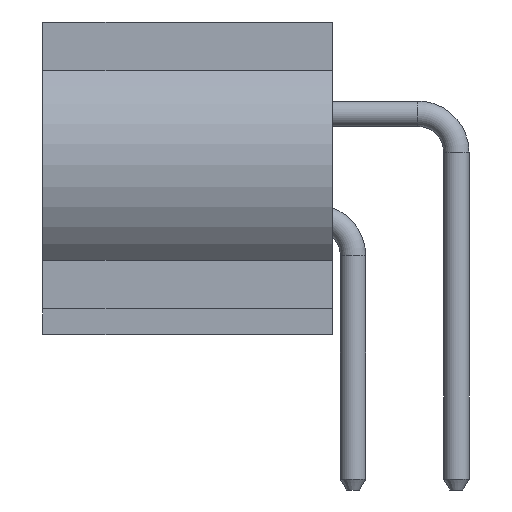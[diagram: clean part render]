
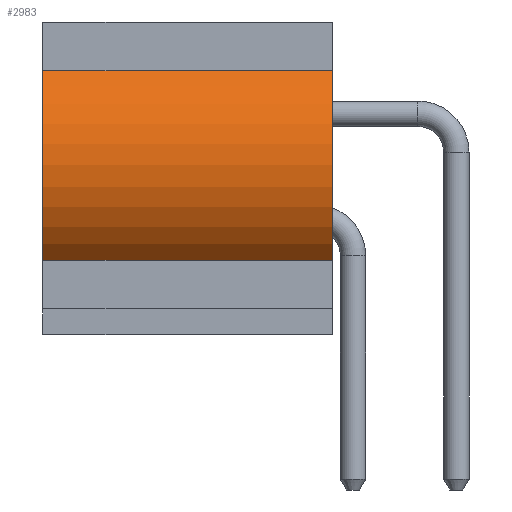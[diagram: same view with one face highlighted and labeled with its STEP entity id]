
A CAD part, left-side view. The second image highlights one B-rep face of the part: STEP entity #2983.
In plain terms, the highlighted cylindrical face has radius 2.5 mm (diameter 5 mm), a partial arc.
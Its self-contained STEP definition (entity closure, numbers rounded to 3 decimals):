
#42=CARTESIAN_POINT('',(-5.5,3.4,0.));
#43=DIRECTION('',(0.,-1.,0.));
#44=DIRECTION('',(-0.68,0.,0.733));
#45=AXIS2_PLACEMENT_3D('',#42,#43,#44);
#327=CARTESIAN_POINT('',(-5.5,-2.2,0.));
#328=DIRECTION('',(0.,-1.,0.));
#329=DIRECTION('',(-0.68,0.,0.733));
#330=AXIS2_PLACEMENT_3D('',#327,#328,#329);
#1090=DIRECTION('',(0.,-1.,0.));
#1091=VECTOR('',#1090,5.6);
#1092=CARTESIAN_POINT('',(-7.2,3.4,1.833));
#1093=LINE('',#1092,#1091);
#1094=DIRECTION('',(0.,-1.,0.));
#1095=VECTOR('',#1094,5.6);
#1096=CARTESIAN_POINT('',(-7.2,3.4,-1.833));
#1097=LINE('',#1096,#1095);
#1325=CARTESIAN_POINT('',(-7.2,3.4,1.833));
#1327=VERTEX_POINT('',#1325);
#1328=CARTESIAN_POINT('',(-7.2,3.4,-1.833));
#1329=VERTEX_POINT('',#1328);
#1334=CARTESIAN_POINT('',(-7.2,-2.2,1.833));
#1335=VERTEX_POINT('',#1334);
#1336=CARTESIAN_POINT('',(-7.2,-2.2,-1.833));
#1337=VERTEX_POINT('',#1336);
#2971=CARTESIAN_POINT('',(-5.5,3.4,0.));
#2972=DIRECTION('',(0.,-1.,0.));
#2973=DIRECTION('',(-1.,0.,0.));
#2974=AXIS2_PLACEMENT_3D('',#2971,#2972,#2973);
#2975=CYLINDRICAL_SURFACE('',#2974,2.5);
#2976=ORIENTED_EDGE('',*,*,#1449,.F.);
#2977=ORIENTED_EDGE('',*,*,#2966,.T.);
#2978=ORIENTED_EDGE('',*,*,#1771,.T.);
#2980=ORIENTED_EDGE('',*,*,#2979,.F.);
#2981=EDGE_LOOP('',(#2976,#2977,#2978,#2980));
#2982=FACE_OUTER_BOUND('',#2981,.F.);
#2983=ADVANCED_FACE('',(#2982),#2975,.T.);
#46=CIRCLE('',#45,2.5);
#331=CIRCLE('',#330,2.5);
#1449=EDGE_CURVE('',#1327,#1329,#46,.T.);
#1771=EDGE_CURVE('',#1335,#1337,#331,.T.);
#2966=EDGE_CURVE('',#1327,#1335,#1093,.T.);
#2979=EDGE_CURVE('',#1329,#1337,#1097,.T.);
